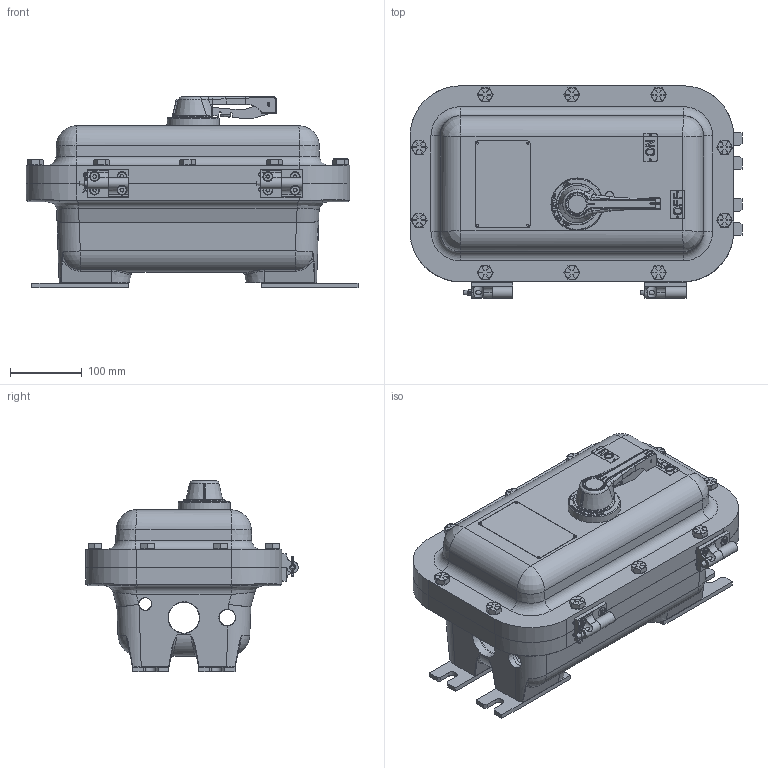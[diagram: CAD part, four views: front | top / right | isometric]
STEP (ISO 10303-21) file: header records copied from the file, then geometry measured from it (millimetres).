
FILE_DESCRIPTION(/* description */ ('B7CA MOTOR STARTER NEMA SIZE 0,1'),/* implementation_level */ '2;1');
FILE_NAME(/* name */ 'B7CA.stp',/* time_stamp */ '2018-01-17T13:12:25+06:00',/* author */ ('avenkatesan'),/* organization */ (''),/* preprocessor_version */ 'ST-DEVELOPER v17',/* originating_system */ 'Autodesk Inventor 2018',/* authorisation */ '');
FILE_SCHEMA (('AUTOMOTIVE_DESIGN { 1 0 10303 214 3 1 1 }'));
Products named in the file (29): B7CA; 17888AAAM; 0106275B; 16972AAAB; 0720361B; Hinge 11B; 18094; 18147AABB; Hinge 11T; 18095; 18093; SAE J487a - 1/8 x 3/4    Extended Prong Square Cut Type; 17864AAAB; EXH1A6-1; 0240150M 8195 Handle-2.; 17840AAAB locking pawl cbh-100; ANSI B18.8.2 - 1/8 x 5/8; 17623; 17863AAAM Lock Collar 260A; 17850AAAB; 17852AAAB Bushing Slide W-Detents 250A; 17859AAAB 250A Trip Plate; ASME B18.27.2 NA4 - 3/4; ANSI B18.8.2 - 5/32 x 1 1/4; 17857AAAB; 17947 ON; 17947 OFF; 20859AAAB; 16415ABAM
Assembly tree (55 placements, depth 3):
  B7CA
    17888AAAM
    0106275B  x4
    16972AAAB  x8
    0720361B  x10
    Hinge 11B
      18094
      18093
    18147AABB  x8
    Hinge 11T
      18095
      18093
      SAE J487a - 1/8 x 3/4    Extended Prong Square Cut Type
    17864AAAB
    EXH1A6-1
      0240150M 8195 Handle-2.
      17840AAAB locking pawl cbh-100
      ANSI B18.8.2 - 1/8 x 5/8
      17623
      17863AAAM Lock Collar 260A
      17850AAAB
      17852AAAB Bushing Slide W-Detents 250A
      17859AAAB 250A Trip Plate
      ASME B18.27.2 NA4 - 3/4
      ANSI B18.8.2 - 5/32 x 1 1/4
      17857AAAB
    17947 ON
    17947 OFF
    20859AAAB
    16415ABAM
Bounding box: 462.41 x 296.01 x 267.3 mm (x, y, z)
Volume: 7083684.2 mm3; surface area: 1170266.4 mm2
Topology: 54 solids, 54 shells, 3398 faces, 9105 edges, 5908 vertices
Faces by surface type: plane 2030, cylinder 601, cone 353, bspline 288, torus 100, sphere 26
Full cylindrical faces by diameter (mm): 1.981 x2, 2.184 x4, 2.54 x4, 2.778 x4, 2.779 x1, 3.175 x2, 3.302 x17, 3.454 x1, 3.683 x3, 3.962 x7, 4.978 x5, 5.08 x1, 5.105 x2, 5.613 x8, 6.198 x8, 6.746 x8, 7.137 x3, 7.798 x8, 7.874 x2, 7.95 x2, 8.075 x2, 8.077 x4, 9.286 x8, 10.16 x2, 10.312 x8, 10.592 x10, 12.294 x10, 12.418 x8, 12.423 x10, 13.487 x10
Entity records: 73855 total; most frequent: CARTESIAN_POINT 23603, ORIENTED_EDGE 10416, DIRECTION 9677, EDGE_CURVE 5208, VERTEX_POINT 3411, AXIS2_PLACEMENT_3D 3403, LINE 2871, VECTOR 2871
